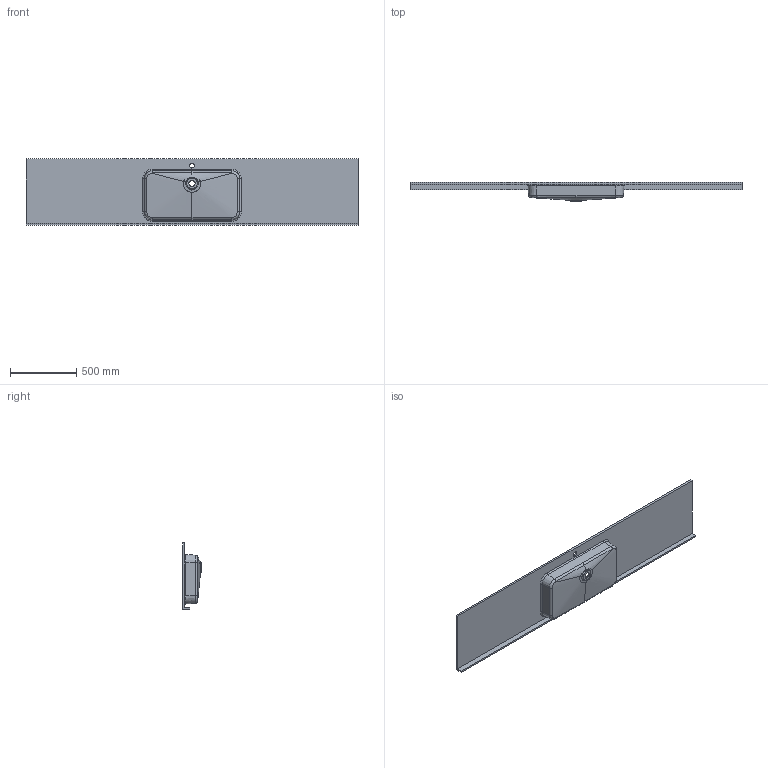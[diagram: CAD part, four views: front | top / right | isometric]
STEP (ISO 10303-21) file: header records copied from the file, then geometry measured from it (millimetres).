
FILE_DESCRIPTION (( 'STEP AP203' ), '1' );
FILE_NAME ('LIMA70-M.STEP', '2021-09-10T09:06:47', ( '' ), ( '' ), 'SwSTEP 2.0', 'SolidWorks 2020', '' );
FILE_SCHEMA (( 'CONFIG_CONTROL_DESIGN' ));
Length unit declared in the file: millimetre
Products named in the file (1): LIMA70-M
Bounding box: 2500 x 146.62 x 500 mm (x, y, z)
Volume: 18582332.4 mm3; surface area: 3133356.4 mm2
Topology: 1 solids, 1 shells, 103 faces, 254 edges, 150 vertices
Faces by surface type: bspline 48, plane 18, cylinder 17, torus 10, cone 10
Entity records: 30319 total; most frequent: CARTESIAN_POINT 28200, ORIENTED_EDGE 500, DIRECTION 310, EDGE_CURVE 250, VERTEX_POINT 150, AXIS2_PLACEMENT_3D 123, B_SPLINE_CURVE_WITH_KNOTS 118, EDGE_LOOP 108
